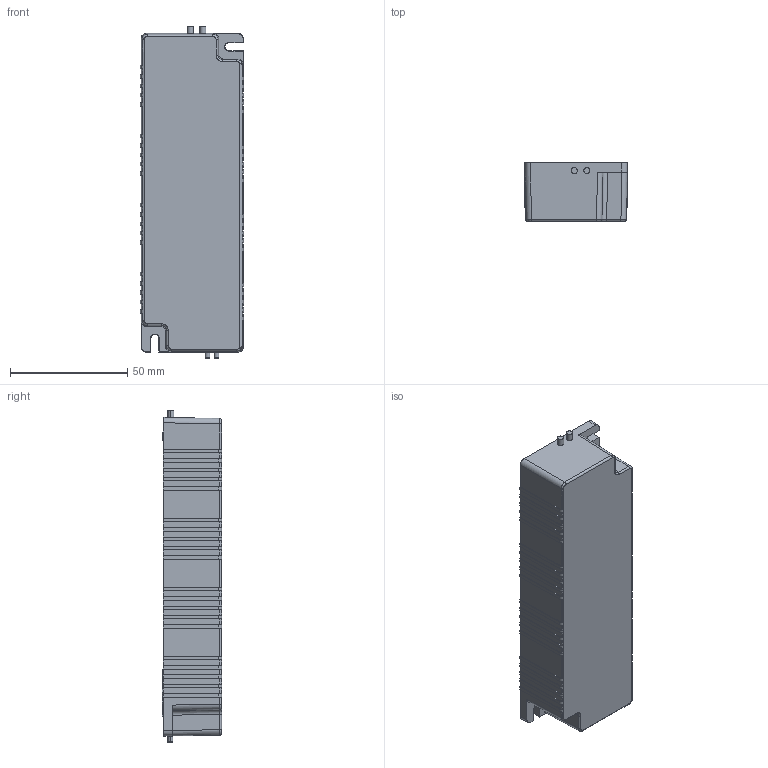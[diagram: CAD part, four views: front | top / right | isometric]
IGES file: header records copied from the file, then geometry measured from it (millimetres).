
Start section: SolidWorks IGES file using analytic representation for surfaces
Global section: file name: LED 30W STD DIMMABLE.IGS; native system: SolidWorks 2012; preprocessor: SolidWorks 2012; author: Engineering2; date: 120627.155708; units: inch
Bounding box: 44.2 x 25.25 x 141.68 mm (x, y, z)
Surface area: 21134.3 mm2 (no closed solid volume)
Topology: 0 solids, 0 shells, 470 faces, 4468 edges, 4468 vertices
Faces by surface type: bspline 400, revolution 70
